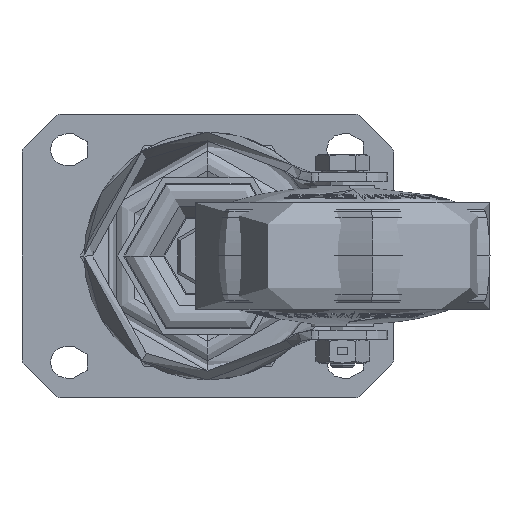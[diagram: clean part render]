
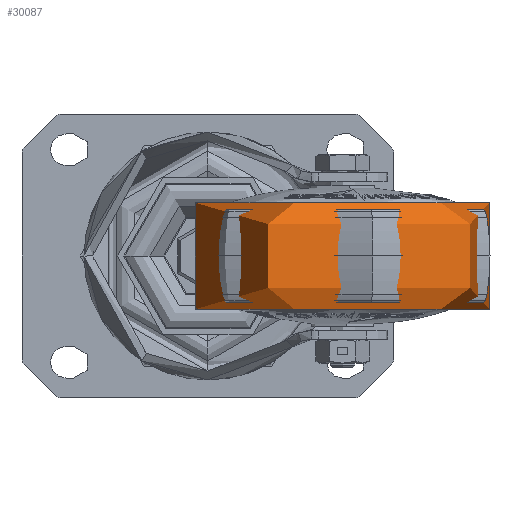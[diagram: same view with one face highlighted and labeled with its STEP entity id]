
A CAD part, front view. The second image highlights one B-rep face of the part: STEP entity #30087.
In plain terms, the highlighted free-form (B-spline) face has degree [3, 3] with [4, 4] control points.
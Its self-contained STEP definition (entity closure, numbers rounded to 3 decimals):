
#874 = CARTESIAN_POINT ( 'NONE',  ( -18.654, -86.197, -15. ) ) ;
#2781 = CARTESIAN_POINT ( 'NONE',  ( 79.448, -66.808, 15. ) ) ;
#3464 = ORIENTED_EDGE ( 'NONE', *, *, #45330, .T. ) ;
#3919 = CARTESIAN_POINT ( 'NONE',  ( -3.448, -83.192, -15. ) ) ;
#4105 =( BOUNDED_CURVE ( )  B_SPLINE_CURVE ( 3, ( #33905, #38334, #17865, #2781 ),
 .UNSPECIFIED., .F., .T. ) 
 B_SPLINE_CURVE_WITH_KNOTS ( ( 4, 4 ),
 ( 0., 3.142 ),
 .UNSPECIFIED. ) 
 CURVE ( )  GEOMETRIC_REPRESENTATION_ITEM ( )  RATIONAL_B_SPLINE_CURVE ( ( 1., 0.333, 0.333, 1. ) ) 
 REPRESENTATION_ITEM ( '' )  );
#4193 = CARTESIAN_POINT ( 'NONE',  ( 12.935, -166.088, 15. ) ) ;
#7128 = CIRCLE ( 'NONE', #40266, 42.25 ) ;
#7888 = ORIENTED_EDGE ( 'NONE', *, *, #49594, .T. ) ;
#11382 = VERTEX_POINT ( 'NONE', #28173 ) ;
#14251 = ORIENTED_EDGE ( 'NONE', *, *, #34212, .F. ) ;
#14531 = ORIENTED_EDGE ( 'NONE', *, *, #32756, .F. ) ;
#15070 = CIRCLE ( 'NONE', #46593, 42.25 ) ;
#15144 = CARTESIAN_POINT ( 'NONE',  ( -18.654, -86.197, -15. ) ) ;
#15639 = CARTESIAN_POINT ( 'NONE',  ( 117.048, -177.112, 15. ) ) ;
#15722 = CARTESIAN_POINT ( 'NONE',  ( 38., -75., 15. ) ) ;
#17278 = EDGE_LOOP ( 'NONE', ( #14251, #3464, #7888, #14531 ) ) ;
#17353 = VERTEX_POINT ( 'NONE', #28498 ) ;
#17865 = CARTESIAN_POINT ( 'NONE',  ( 94.654, -63.803, 15. ) ) ;
#19748 = CARTESIAN_POINT ( 'NONE',  ( 95.831, -149.705, 15. ) ) ;
#20018 = CARTESIAN_POINT ( 'NONE',  ( 94.654, -63.803, 15. ) ) ;
#22398 = FACE_OUTER_BOUND ( 'NONE', #17278, .T. ) ;
#23559 = VERTEX_POINT ( 'NONE', #30476 ) ;
#23898 = CARTESIAN_POINT ( 'NONE',  ( 79.448, -66.808, -15. ) ) ;
#24174 = CARTESIAN_POINT ( 'NONE',  ( -3.448, -83.192, 15. ) ) ;
#24737 = CARTESIAN_POINT ( 'NONE',  ( -3.448, -83.192, -15. ) ) ;
#25021 = CARTESIAN_POINT ( 'NONE',  ( -3.448, -83.192, 15. ) ) ;
#27011 = CARTESIAN_POINT ( 'NONE',  ( 117.048, -177.112, -15. ) ) ;
#27267 = CARTESIAN_POINT ( 'NONE',  ( 95.831, -149.705, -15. ) ) ;
#28136 = DIRECTION ( 'NONE',  ( 0., 0., 1. ) ) ;
#28173 = CARTESIAN_POINT ( 'NONE',  ( 79.448, -66.808, 15. ) ) ;
#28498 = CARTESIAN_POINT ( 'NONE',  ( 79.448, -66.808, -15. ) ) ;
#28876 = CARTESIAN_POINT ( 'NONE',  ( -18.654, -86.197, 15. ) ) ;
#28901 = CARTESIAN_POINT ( 'NONE',  ( 38., -75., -15. ) ) ;
#30087 = ADVANCED_FACE ( 'NONE', ( #22398 ), #31931, .F. ) ;
#30476 = CARTESIAN_POINT ( 'NONE',  ( -3.448, -83.192, -15. ) ) ;
#31931 =( BOUNDED_SURFACE ( )  B_SPLINE_SURFACE ( 3, 3, ( 
 ( #3919, #39476, #27267, #23898 ),
 ( #15144, #43105, #27011, #42842 ),
 ( #43601, #35568, #15639, #20018 ),
 ( #24174, #4193, #19748, #47548 ) ),
 .UNSPECIFIED., .F., .F., .T. ) 
 B_SPLINE_SURFACE_WITH_KNOTS ( ( 4, 4 ),
 ( 4, 4 ),
 ( 0., 1. ),
 ( 0., 1. ),
 .UNSPECIFIED. ) 
 GEOMETRIC_REPRESENTATION_ITEM ( )  RATIONAL_B_SPLINE_SURFACE ( (
 ( 1., 0.333, 0.333, 1.),
 ( 0.333, 0.111, 0.111, 0.333),
 ( 0.333, 0.111, 0.111, 0.333),
 ( 1., 0.333, 0.333, 1.) ) ) 
 REPRESENTATION_ITEM ( '' )  SURFACE ( )  );
#32756 = EDGE_CURVE ( 'NONE', #42790, #11382, #15070, .T. ) ;
#33905 = CARTESIAN_POINT ( 'NONE',  ( 79.448, -66.808, -15. ) ) ;
#34212 = EDGE_CURVE ( 'NONE', #23559, #42790, #44262, .T. ) ;
#35568 = CARTESIAN_POINT ( 'NONE',  ( 3.739, -199.505, 15. ) ) ;
#38334 = CARTESIAN_POINT ( 'NONE',  ( 94.654, -63.803, -15. ) ) ;
#38846 = CARTESIAN_POINT ( 'NONE',  ( -3.448, -83.192, 15. ) ) ;
#39476 = CARTESIAN_POINT ( 'NONE',  ( 12.935, -166.088, -15. ) ) ;
#40266 = AXIS2_PLACEMENT_3D ( 'NONE', #28901, #28136, #44474 ) ;
#42790 = VERTEX_POINT ( 'NONE', #38846 ) ;
#42842 = CARTESIAN_POINT ( 'NONE',  ( 94.654, -63.803, -15. ) ) ;
#43105 = CARTESIAN_POINT ( 'NONE',  ( 3.739, -199.505, -15. ) ) ;
#43601 = CARTESIAN_POINT ( 'NONE',  ( -18.654, -86.197, 15. ) ) ;
#43954 = DIRECTION ( 'NONE',  ( 0., 0., 1. ) ) ;
#44262 =( BOUNDED_CURVE ( )  B_SPLINE_CURVE ( 3, ( #24737, #874, #28876, #25021 ),
 .UNSPECIFIED., .F., .F. ) 
 B_SPLINE_CURVE_WITH_KNOTS ( ( 4, 4 ),
 ( 0., 3.142 ),
 .UNSPECIFIED. ) 
 CURVE ( )  GEOMETRIC_REPRESENTATION_ITEM ( )  RATIONAL_B_SPLINE_CURVE ( ( 1., 0.333, 0.333, 1. ) ) 
 REPRESENTATION_ITEM ( '' )  );
#44474 = DIRECTION ( 'NONE',  ( 0.981, 0.194, 0. ) ) ;
#45330 = EDGE_CURVE ( 'NONE', #23559, #17353, #7128, .T. ) ;
#46593 = AXIS2_PLACEMENT_3D ( 'NONE', #15722, #43954, #51259 ) ;
#47548 = CARTESIAN_POINT ( 'NONE',  ( 79.448, -66.808, 15. ) ) ;
#49594 = EDGE_CURVE ( 'NONE', #17353, #11382, #4105, .T. ) ;
#51259 = DIRECTION ( 'NONE',  ( 0.981, 0.194, 0. ) ) ;
